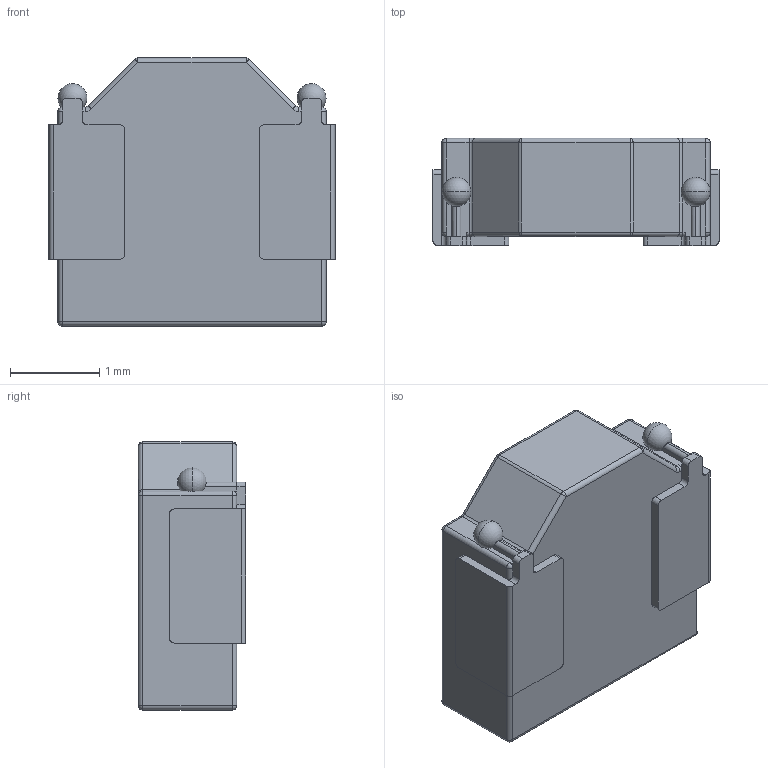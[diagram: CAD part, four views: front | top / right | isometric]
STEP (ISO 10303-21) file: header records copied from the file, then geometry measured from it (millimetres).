
FILE_DESCRIPTION(('FreeCAD Model'),'2;1');
FILE_NAME('SPM3012.step', '2017-07-07T15:27:07',('kicad StepUp'),('ksu MCAD'), 'Open CASCADE STEP processor 6.8','FreeCAD','Unknown');
FILE_SCHEMA(('AUTOMOTIVE_DESIGN_CC2 { 1 2 10303 214 -1 1 5 4 }'));
Length unit declared in the file: millimetre
Products named in the file (1): SPM3012
Bounding box: 3.2 x 1.2 x 3 mm (x, y, z)
Volume: 9.7 mm3; surface area: 31.1 mm2
Topology: 1 solids, 1 shells, 108 faces, 292 edges, 170 vertices
Faces by surface type: cylinder 48, plane 40, sphere 16, torus 4
Entity records: 4135 total; most frequent: CARTESIAN_POINT 691, DIRECTION 592, ORIENTED_EDGE 552, EDGE_CURVE 276, AXIS2_PLACEMENT_3D 219, VERTEX_POINT 170, LINE 154, VECTOR 154
